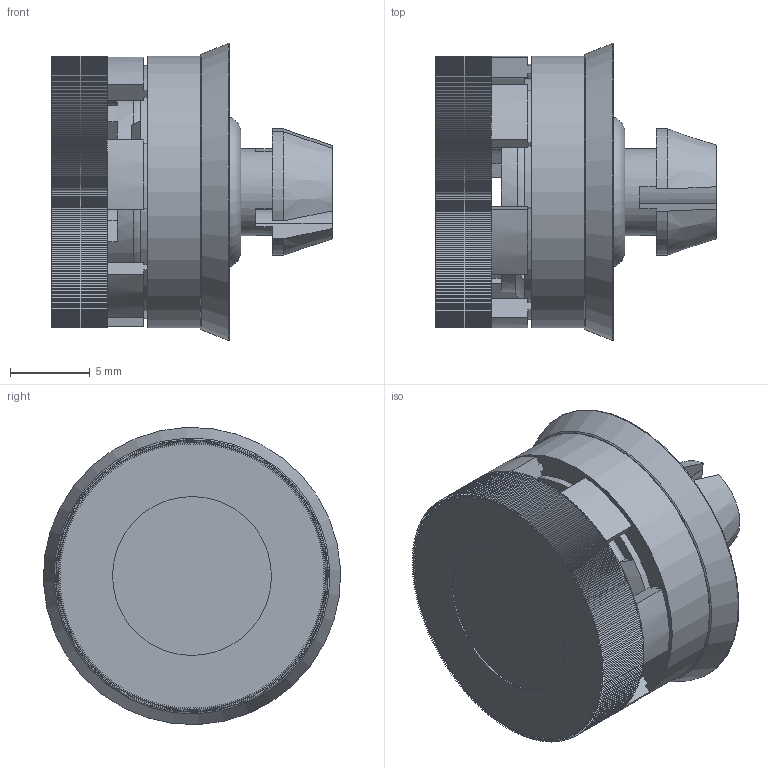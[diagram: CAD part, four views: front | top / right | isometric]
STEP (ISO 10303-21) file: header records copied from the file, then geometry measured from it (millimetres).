
FILE_DESCRIPTION(/* description */ ('Snap RAL 7035'),/* implementation_level */ '2;1');
FILE_NAME(/* name */ '11086012.stp',/* time_stamp */ '2015-03-16T08:44:32+01:00',/* author */ ('sl'),/* organization */ (''),/* preprocessor_version */ 'ST-DEVELOPER v15.2',/* originating_system */ 'Autodesk Inventor 2014',/* authorisation */ '');
FILE_SCHEMA (('AUTOMOTIVE_DESIGN { 1 0 10303 214 3 1 1 }'));
Length unit declared in the file: millimetre
Products named in the file (6): Snap-02-BT-0001-11086012; Snap-02-BT-0002-11086012; Snap-02-BT-0003-11086012; Snap-02-BT-0004-11086012; Snap-02-BT-0005-11086012; Snap-02-BG-0001-11086012
Assembly tree (5 placements, depth 2):
  Snap-02-BG-0001-11086012
    Snap-02-BT-0001-11086012
    Snap-02-BT-0002-11086012
    Snap-02-BT-0003-11086012
    Snap-02-BT-0004-11086012
    Snap-02-BT-0005-11086012
Bounding box: 17.55 x 18.58 x 18.58 mm (x, y, z)
Volume: 1927.5 mm3; surface area: 3719.1 mm2
Topology: 5 solids, 5 shells, 987 faces, 2898 edges, 1923 vertices
Faces by surface type: plane 914, cylinder 54, cone 13, torus 6
Full cylindrical faces by diameter (mm): 5.45 x2, 8 x1, 8.15 x1, 8.6 x1, 9.64 x1, 9.94 x1, 12.43 x1, 12.47 x1, 12.7 x1, 14.2 x2, 14.4 x1, 17 x1, 18.6 x1
Entity records: 32236 total; most frequent: CARTESIAN_POINT 5921, ORIENTED_EDGE 5736, DIRECTION 4988, EDGE_CURVE 2868, LINE 2662, VECTOR 2662, VERTEX_POINT 1916, AXIS2_PLACEMENT_3D 1163
